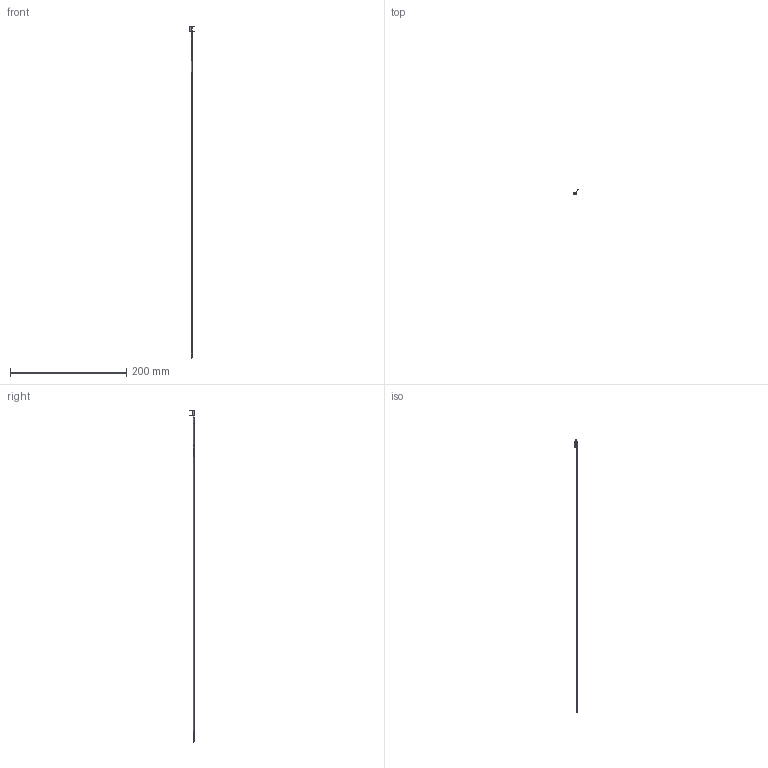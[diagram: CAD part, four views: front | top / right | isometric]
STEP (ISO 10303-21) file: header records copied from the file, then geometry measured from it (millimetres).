
FILE_DESCRIPTION (( 'STEP AP214' ), '1' );
FILE_NAME ('8289, Bipolar Cuff, Rev 1.1.STEP', '2025-02-14T15:49:32', ( '' ), ( '' ), 'SwSTEP 2.0', 'SolidWorks 2022', '' );
FILE_SCHEMA (( 'AUTOMOTIVE_DESIGN' ));
Length unit declared in the file: millimetre
Products named in the file (13): 8263, PEEK Single Lumen Tube, Rev 1.1; 8159 Proximal Contact-1.5 mm Rev 2.0; 8184, Proximal Lead Tip, Rev. 1.1; 8289, Bipolar Cuff, Rev 1.1; XXXX, Outer Tubing 80A, 1.245mm, Rev 1.0; bipolar cuff lead XXXX, Lead Assembly, Rev. 1.1; Inner Connect XXXX, Outer Tubing 80A 550 mm, Rev 1.0; 8XXX, Silicone Tube, Rev 0.1; 3mm I.D. Cuff; 8158 Proximal Contact-3 mm Rev 2.0; 3mm Suture Cord no furl; 3mm Electrode; 3mm I.D. Cuff transition
Assembly tree (16 placements, depth 3):
  8289, Bipolar Cuff, Rev 1.1
    3mm I.D. Cuff
    3mm Electrode  x2
    3mm Suture Cord no furl  x2
    3mm I.D. Cuff transition
    bipolar cuff lead XXXX, Lead Assembly, Rev. 1.1
      8158 Proximal Contact-3 mm Rev 2.0
      8184, Proximal Lead Tip, Rev. 1.1
      Inner Connect XXXX, Outer Tubing 80A 550 mm, Rev 1.0
      XXXX, Outer Tubing 80A, 1.245mm, Rev 1.0  x2
      8159 Proximal Contact-1.5 mm Rev 2.0  x2
    8263, PEEK Single Lumen Tube, Rev 1.1
    8XXX, Silicone Tube, Rev 0.1
Bounding box: 9.17 x 10.19 x 571.49 mm (x, y, z)
Volume: 325.5 mm3; surface area: 5079.1 mm2
Topology: 15 solids, 15 shells, 184 faces, 396 edges, 244 vertices
Faces by surface type: cylinder 67, bspline 60, plane 42, torus 7, sphere 6, cone 2
Entity records: 9205 total; most frequent: CARTESIAN_POINT 5603, ORIENTED_EDGE 634, DIRECTION 599, EDGE_CURVE 317, AXIS2_PLACEMENT_3D 254, VERTEX_POINT 194, EDGE_LOOP 161, ADVANCED_FACE 147
